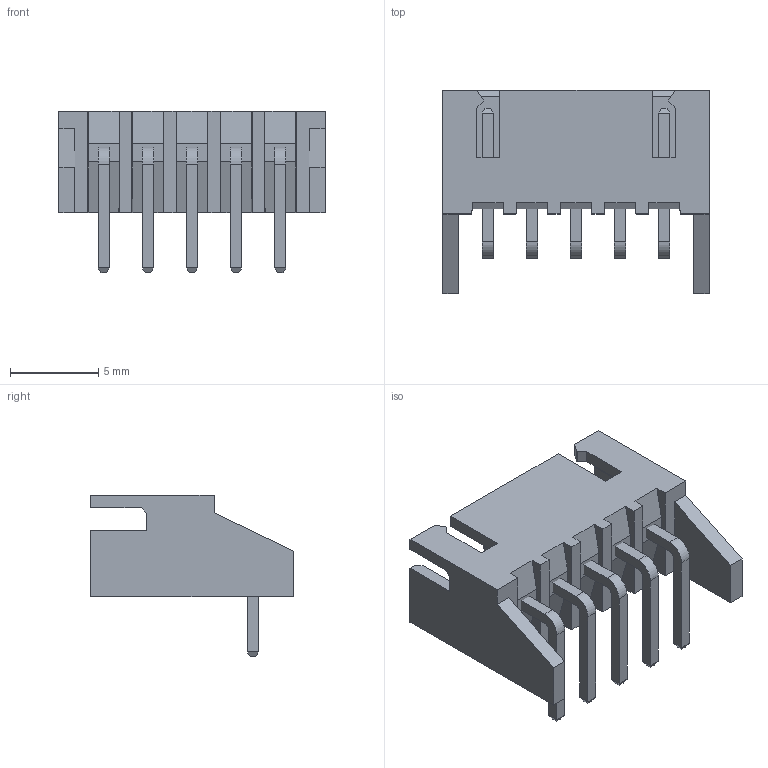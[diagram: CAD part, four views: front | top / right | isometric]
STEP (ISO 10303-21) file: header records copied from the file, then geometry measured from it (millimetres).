
FILE_DESCRIPTION(('STEP AP214'), '1');
FILE_NAME('DS1069', '2019-04-21T13:27:50', ('Nobody'), (''), 'ASCON STEP Converter 1.3', 'ASCON Math Kernel', '');
FILE_SCHEMA(('AUTOMOTIVE_DESIGN { 1 0 10303 214 3 1 1}'));
Length unit declared in the file: millimetre
Assembly tree (6 placements, depth 2):
  (unnamed)
    (unnamed)
    (unnamed)  x5
Bounding box: 15.1 x 11.5 x 9.15 mm (x, y, z)
Volume: 311.7 mm3; surface area: 924.6 mm2
Topology: 6 solids, 6 shells, 163 faces, 411 edges, 260 vertices
Faces by surface type: plane 153, cylinder 10
Entity records: 3809 total; most frequent: CARTESIAN_POINT 513, ORIENTED_EDGE 502, DIRECTION 451, EDGE_CURVE 251, LINE 247, VECTOR 247, VERTEX_POINT 164, AXIS2_PLACEMENT_3D 102
